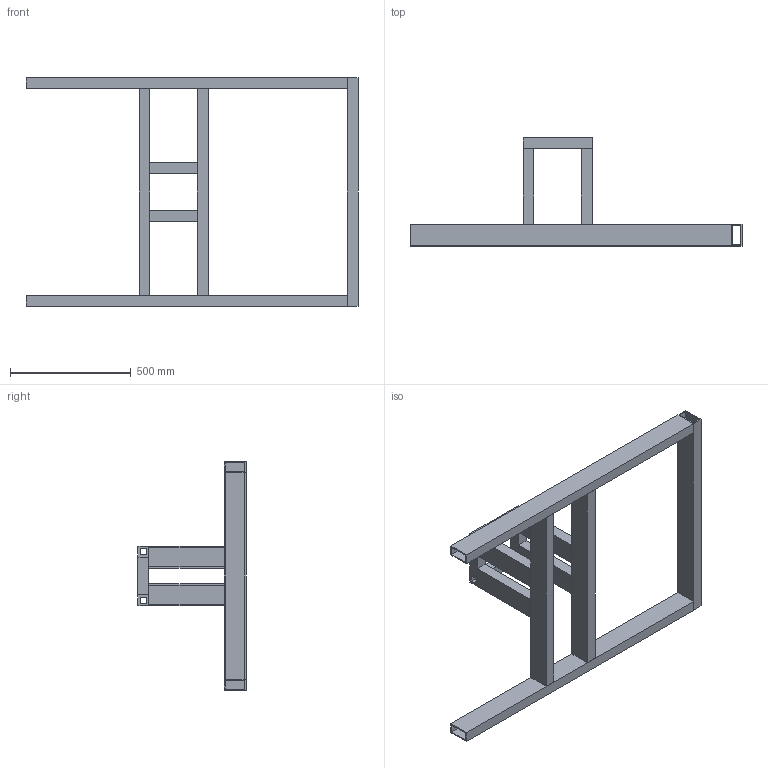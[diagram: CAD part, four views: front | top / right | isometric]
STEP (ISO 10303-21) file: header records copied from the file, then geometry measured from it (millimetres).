
FILE_DESCRIPTION (( 'STEP AP214' ), '1' );
FILE_NAME ('base.STEP', '2025-02-15T23:16:54', ( '' ), ( '' ), 'SwSTEP 2.0', 'SolidWorks 2025', '' );
FILE_SCHEMA (( 'AUTOMOTIVE_DESIGN' ));
Length unit declared in the file: millimetre
Products named in the file (1): base
Bounding box: 1372.5 x 447.5 x 945 mm (x, y, z)
Volume: 9432000 mm3; surface area: 3560100 mm2
Topology: 13 solids, 13 shells, 130 faces, 312 edges, 208 vertices
Faces by surface type: plane 130
Entity records: 3879 total; most frequent: CARTESIAN_POINT 651, ORIENTED_EDGE 624, DIRECTION 574, VECTOR 312, EDGE_CURVE 312, LINE 312, VERTEX_POINT 208, EDGE_LOOP 156
